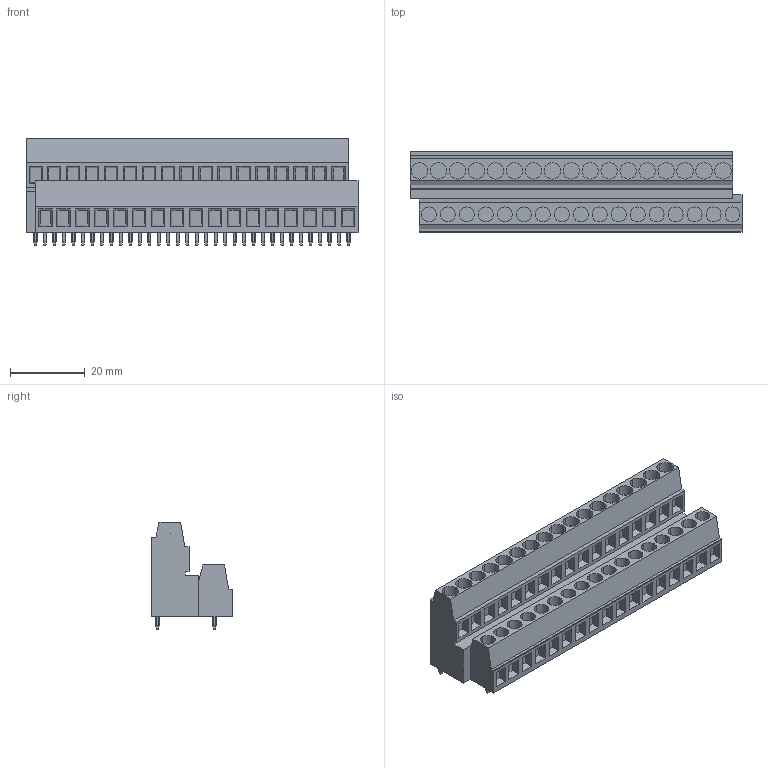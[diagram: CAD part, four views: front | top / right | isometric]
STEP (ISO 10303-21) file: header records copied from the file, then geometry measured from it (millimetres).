
FILE_DESCRIPTION(('CATIA V5 STEP Exchange','CAx-IF Rec.Pracs.--- Model Styling and Organization---1.2---2011-12-15'),'2;1');
FILE_NAME ('D1455712_0_1769000000_1769000000.stp','2018-09-07T07:47:25+00:00',('none'),('Weidmueller'),'CATIA Version 5-6 Release 2014','CATIA V5 STEP AP214','none');
FILE_SCHEMA(('AUTOMOTIVE_DESIGN { 1 0 10303 214 1 1 1 1 }'));
Length unit declared in the file: millimetre
Products named in the file (1): 1769000000
Bounding box: 88.9 x 21.6 x 28.7 mm (x, y, z)
Volume: 30080 mm3; surface area: 12050.1 mm2
Topology: 35 solids, 35 shells, 772 faces, 1902 edges, 1268 vertices
Faces by surface type: plane 703, cylinder 69
Entity records: 20828 total; most frequent: CARTESIAN_POINT 4054, ORIENTED_EDGE 3804, DIRECTION 2654, EDGE_CURVE 1902, VECTOR 1426, LINE 1426, VERTEX_POINT 1268, EDGE_LOOP 840
